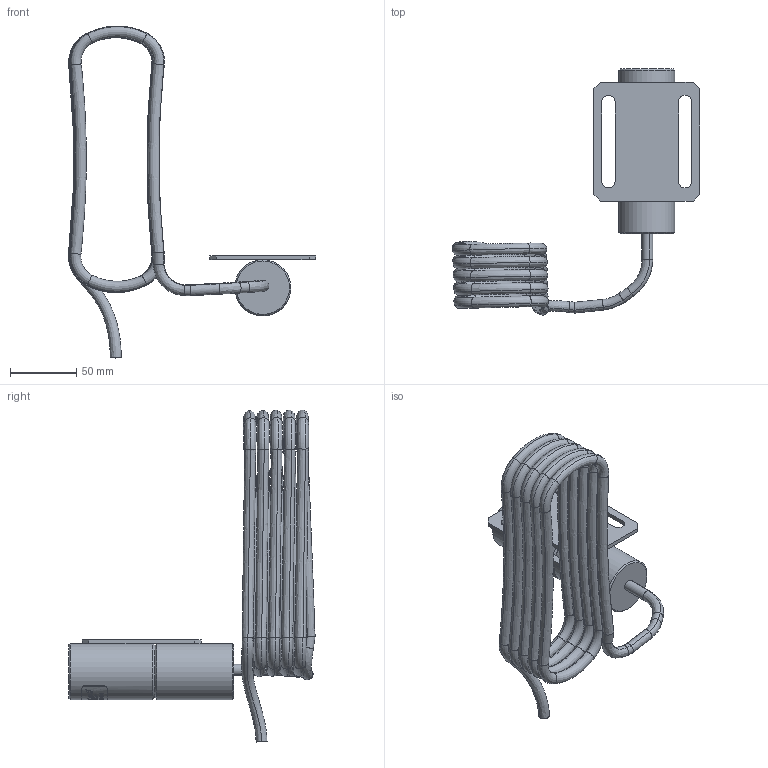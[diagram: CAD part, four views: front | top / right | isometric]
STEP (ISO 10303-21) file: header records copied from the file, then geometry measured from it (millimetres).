
FILE_DESCRIPTION(/* description */ (''),/* implementation_level */ '2;1');
FILE_NAME(/* name */ '51559 WSS 20-3.stp',/* time_stamp */ '2015-04-16T11:08:10+02:00',/* author */ ('guzb562'),/* organization */ (''),/* preprocessor_version */ 'ST-DEVELOPER v15.6',/* originating_system */ 'Autodesk Inventor 2015',/* authorisation */ '');
FILE_SCHEMA (('AUTOMOTIVE_DESIGN { 1 0 10303 214 3 1 1 }'));
Length unit declared in the file: millimetre
Products named in the file (3): 51559 WSS 20-3; 20 Meter Kabel
Assembly tree (2 placements, depth 2):
  51559 WSS 20-3
    51559 WSS 20-3
    20 Meter Kabel
Bounding box: 187.06 x 186.21 x 251.11 mm (x, y, z)
Volume: 326843.5 mm3; surface area: 97626.1 mm2
Topology: 3 solids, 3 shells, 325 faces, 845 edges, 548 vertices
Faces by surface type: bspline 170, plane 119, cylinder 32, cone 4
Full cylindrical faces by diameter (mm): 42.4 x2
Entity records: 29722 total; most frequent: CARTESIAN_POINT 22603, ORIENTED_EDGE 1678, DIRECTION 1107, EDGE_CURVE 837, VERTEX_POINT 544, AXIS2_PLACEMENT_3D 410, EDGE_LOOP 359, FACE_OUTER_BOUND 325
